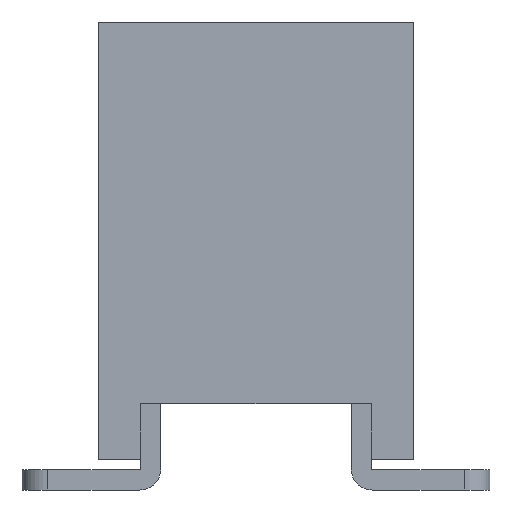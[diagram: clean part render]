
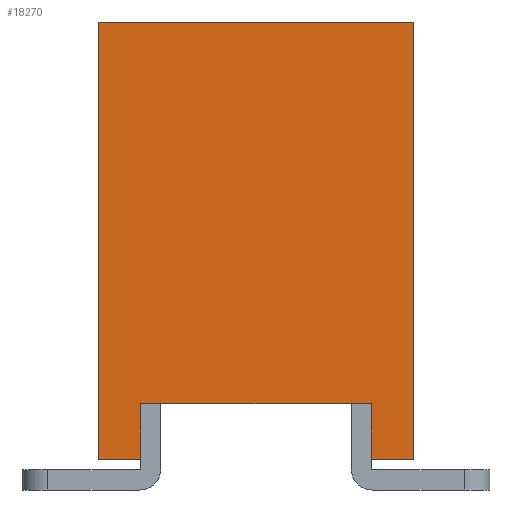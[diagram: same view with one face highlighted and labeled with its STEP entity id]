
A CAD part, left-side view. The second image highlights one B-rep face of the part: STEP entity #18270.
In plain terms, the highlighted face is planar.
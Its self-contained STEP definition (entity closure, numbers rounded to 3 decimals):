
#758=PLANE('',#20130);
#2513=LINE('',#31192,#4301);
#2545=LINE('',#31229,#4333);
#2550=LINE('',#31240,#4338);
#2554=LINE('',#31249,#4342);
#2556=LINE('',#31253,#4344);
#2559=LINE('',#31257,#4347);
#2560=LINE('',#31259,#4348);
#2561=LINE('',#31260,#4349);
#4301=VECTOR('',#25278,1000.);
#4333=VECTOR('',#25312,1000.);
#4338=VECTOR('',#25319,1000.);
#4342=VECTOR('',#25325,1000.);
#4344=VECTOR('',#25329,1000.);
#4347=VECTOR('',#25334,1000.);
#4348=VECTOR('',#25337,1000.);
#4349=VECTOR('',#25338,1000.);
#9472=ORIENTED_EDGE('',*,*,#12399,.T.);
#9473=ORIENTED_EDGE('',*,*,#12385,.T.);
#9474=ORIENTED_EDGE('',*,*,#12400,.T.);
#9475=ORIENTED_EDGE('',*,*,#12353,.T.);
#9476=ORIENTED_EDGE('',*,*,#12396,.T.);
#9477=ORIENTED_EDGE('',*,*,#12390,.F.);
#9478=ORIENTED_EDGE('',*,*,#12401,.F.);
#9479=ORIENTED_EDGE('',*,*,#12394,.T.);
#12353=EDGE_CURVE('',#14114,#14112,#2513,.T.);
#12385=EDGE_CURVE('',#14118,#14117,#2545,.T.);
#12390=EDGE_CURVE('',#14122,#14123,#2550,.T.);
#12394=EDGE_CURVE('',#14127,#14126,#2554,.T.);
#12396=EDGE_CURVE('',#14112,#14123,#2556,.T.);
#12399=EDGE_CURVE('',#14126,#14118,#2559,.T.);
#12400=EDGE_CURVE('',#14117,#14114,#2560,.T.);
#12401=EDGE_CURVE('',#14127,#14122,#2561,.T.);
#14112=VERTEX_POINT('',#31190);
#14114=VERTEX_POINT('',#31193);
#14117=VERTEX_POINT('',#31228);
#14118=VERTEX_POINT('',#31230);
#14122=VERTEX_POINT('',#31239);
#14123=VERTEX_POINT('',#31241);
#14126=VERTEX_POINT('',#31248);
#14127=VERTEX_POINT('',#31250);
#15828=EDGE_LOOP('',(#9472,#9473,#9474,#9475,#9476,#9477,#9478,#9479));
#16846=FACE_BOUND('',#15828,.T.);
#18270=ADVANCED_FACE('',(#16846),#758,.T.);
#20130=AXIS2_PLACEMENT_3D('',#31258,#25335,#25336);
#25278=DIRECTION('',(0.,0.,-1.));
#25312=DIRECTION('',(0.,0.,1.));
#25319=DIRECTION('',(0.,0.,-1.));
#25325=DIRECTION('',(0.,0.,-1.));
#25329=DIRECTION('',(0.,1.,0.));
#25334=DIRECTION('',(0.,1.,0.));
#25335=DIRECTION('',(1.,0.,0.));
#25336=DIRECTION('',(0.,0.,-1.));
#25337=DIRECTION('',(0.,1.,0.));
#25338=DIRECTION('',(0.,1.,0.));
#31190=CARTESIAN_POINT('',(4.645,1.135,-2.15));
#31192=CARTESIAN_POINT('',(4.645,1.135,-1.6));
#31193=CARTESIAN_POINT('',(4.645,1.135,-1.6));
#31228=CARTESIAN_POINT('',(4.645,-1.135,-1.6));
#31229=CARTESIAN_POINT('',(4.645,-1.135,-2.15));
#31230=CARTESIAN_POINT('',(4.645,-1.135,-2.15));
#31239=CARTESIAN_POINT('',(4.645,1.55,2.15));
#31240=CARTESIAN_POINT('',(4.645,1.55,2.15));
#31241=CARTESIAN_POINT('',(4.645,1.55,-2.15));
#31248=CARTESIAN_POINT('',(4.645,-1.55,-2.15));
#31249=CARTESIAN_POINT('',(4.645,-1.55,2.15));
#31250=CARTESIAN_POINT('',(4.645,-1.55,2.15));
#31253=CARTESIAN_POINT('',(4.645,-1.55,-2.15));
#31257=CARTESIAN_POINT('',(4.645,-1.55,-2.15));
#31258=CARTESIAN_POINT('',(4.645,-1.55,2.15));
#31259=CARTESIAN_POINT('',(4.645,-1.135,-1.6));
#31260=CARTESIAN_POINT('',(4.645,-1.55,2.15));
